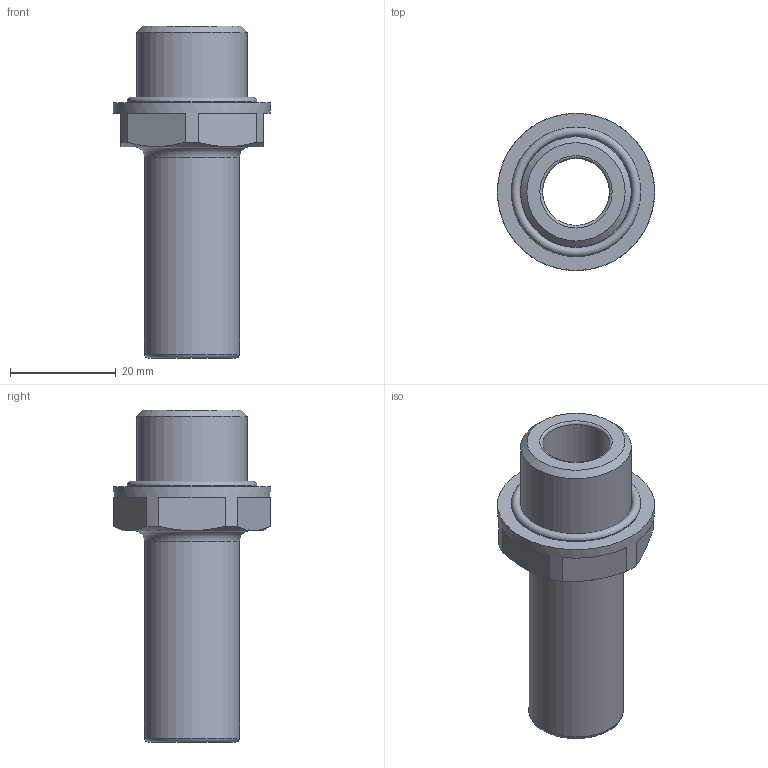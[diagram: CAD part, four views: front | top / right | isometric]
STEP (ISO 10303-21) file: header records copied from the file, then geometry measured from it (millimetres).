
FILE_DESCRIPTION(/* description */ ('STEP AP214'),/* implementation_level */ '2;1');
FILE_NAME(/* name */ '177709_CQ-1_2-18H',/* time_stamp */ '2024-08-07T21:56:17+02:00',/* author */ ('License CC BY-ND 4.0'),/* organization */ ('CADENAS'),/* preprocessor_version */ 'ST-DEVELOPER v19.3',/* originating_system */ 'PARTsolutions',/* authorisation */ ' ');
FILE_SCHEMA (('AUTOMOTIVE_DESIGN {1 0 10303 214 3 1 1}'));
Length unit declared in the file: millimetre
Products named in the file (1): 177709 CQ-1/2-18H
Bounding box: 29.8 x 29.8 x 62.9 mm (x, y, z)
Volume: 12559.3 mm3; surface area: 7586.1 mm2
Topology: 1 solids, 1 shells, 31 faces, 70 edges, 44 vertices
Faces by surface type: plane 17, cylinder 6, torus 5, cone 3
Full cylindrical faces by diameter (mm): 12.7 x1, 18 x1, 20.955 x1, 21.15 x1, 24.55 x1, 29.8 x1
Entity records: 832 total; most frequent: CARTESIAN_POINT 156, DIRECTION 142, ORIENTED_EDGE 108, AXIS2_PLACEMENT_3D 62, EDGE_CURVE 54, EDGE_LOOP 50, FACE_BOUND 50, VERTEX_POINT 42
